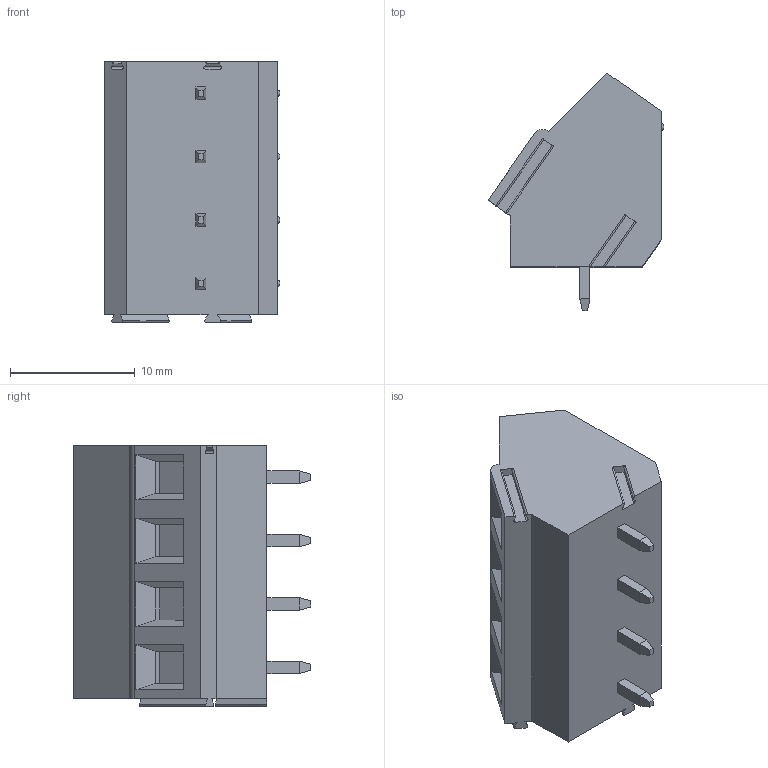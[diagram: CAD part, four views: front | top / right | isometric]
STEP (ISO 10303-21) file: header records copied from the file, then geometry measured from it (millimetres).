
FILE_DESCRIPTION((''),'2;1');
FILE_NAME('TL307','2024-12-14T',('yanfa'),(''),'PRO/ENGINEER BY PARAMETRIC TECHNOLOGY CORPORATION, 2009280','PRO/ENGINEER BY PARAMETRIC TECHNOLOGY CORPORATION, 2009280','');
FILE_SCHEMA(('AUTOMOTIVE_DESIGN_CC2 { 1 2 10303 214 -1 1 5 2 }'));
Length unit declared in the file: millimetre
Products named in the file (1): TL307
Bounding box: 14.11 x 19.03 x 20.92 mm (x, y, z)
Volume: 3012.5 mm3; surface area: 1585.1 mm2
Topology: 1 solids, 1 shells, 199 faces, 487 edges, 306 vertices
Faces by surface type: plane 126, cylinder 45, cone 16, torus 8, sphere 4
Entity records: 5881 total; most frequent: CARTESIAN_POINT 1127, DIRECTION 979, ORIENTED_EDGE 974, EDGE_CURVE 487, VECTOR 349, LINE 349, AXIS2_PLACEMENT_3D 315, VERTEX_POINT 306
